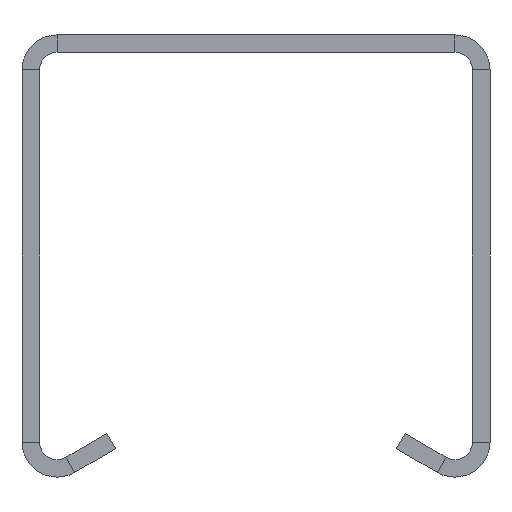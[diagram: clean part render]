
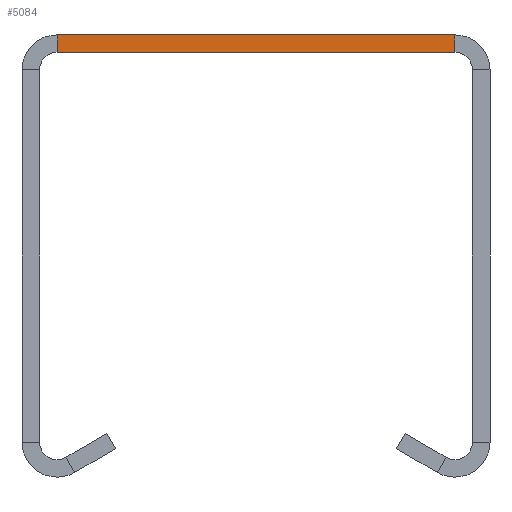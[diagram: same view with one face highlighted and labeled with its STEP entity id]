
A CAD part, front view. The second image highlights one B-rep face of the part: STEP entity #5084.
In plain terms, the highlighted planar face has unit normal (0, -1, 0).
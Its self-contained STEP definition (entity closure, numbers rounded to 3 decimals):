
#833=DIRECTION('',(0.,0.,-1.));
#834=VECTOR('',#833,1.5);
#835=CARTESIAN_POINT('',(17.,-500.,0.));
#836=LINE('',#835,#834);
#837=DIRECTION('',(1.,0.,0.));
#838=VECTOR('',#837,34.);
#839=CARTESIAN_POINT('',(-17.,-500.,-1.5));
#840=LINE('',#839,#838);
#841=DIRECTION('',(1.,0.,0.));
#842=VECTOR('',#841,34.);
#843=CARTESIAN_POINT('',(-17.,-500.,0.));
#844=LINE('',#843,#842);
#1633=DIRECTION('',(0.,0.,-1.));
#1634=VECTOR('',#1633,1.5);
#1635=CARTESIAN_POINT('',(-17.,-500.,0.));
#1636=LINE('',#1635,#1634);
#3466=CARTESIAN_POINT('',(17.,-500.,0.));
#3468=VERTEX_POINT('',#3466);
#3478=CARTESIAN_POINT('',(-17.,-500.,0.));
#3480=VERTEX_POINT('',#3478);
#3498=CARTESIAN_POINT('',(17.,-500.,-1.5));
#3500=VERTEX_POINT('',#3498);
#3510=CARTESIAN_POINT('',(-17.,-500.,-1.5));
#3512=VERTEX_POINT('',#3510);
#5070=CARTESIAN_POINT('',(0.,-500.,-0.75));
#5071=DIRECTION('',(0.,-1.,0.));
#5072=DIRECTION('',(1.,0.,0.));
#5073=AXIS2_PLACEMENT_3D('',#5070,#5071,#5072);
#5074=PLANE('',#5073);
#5076=ORIENTED_EDGE('',*,*,#5075,.T.);
#5078=ORIENTED_EDGE('',*,*,#5077,.F.);
#5080=ORIENTED_EDGE('',*,*,#5079,.F.);
#5081=ORIENTED_EDGE('',*,*,#4861,.T.);
#5082=EDGE_LOOP('',(#5076,#5078,#5080,#5081));
#5083=FACE_OUTER_BOUND('',#5082,.F.);
#5084=ADVANCED_FACE('',(#5083),#5074,.T.);
#4861=EDGE_CURVE('',#3480,#3468,#844,.T.);
#5075=EDGE_CURVE('',#3468,#3500,#836,.T.);
#5077=EDGE_CURVE('',#3512,#3500,#840,.T.);
#5079=EDGE_CURVE('',#3480,#3512,#1636,.T.);
